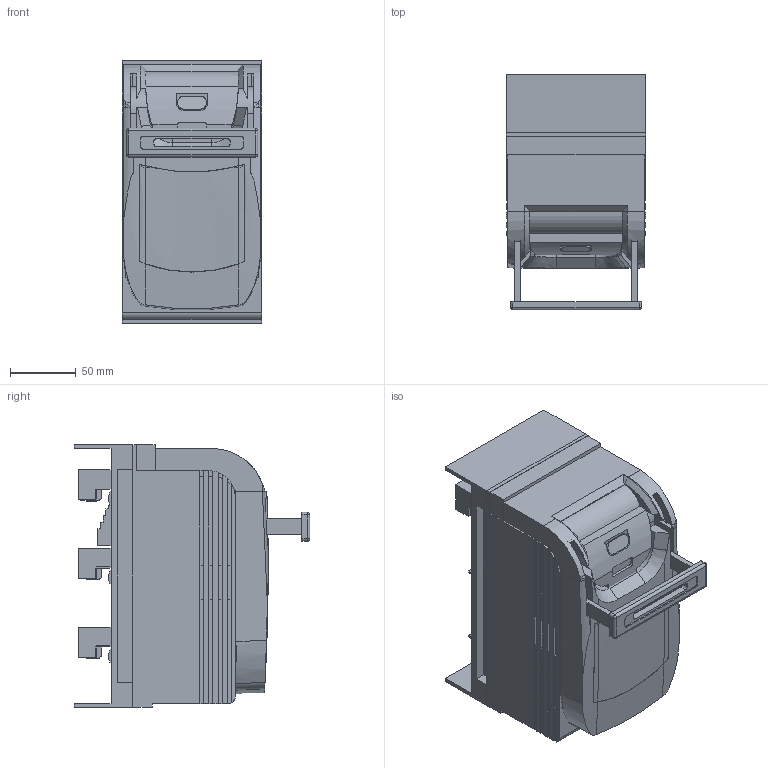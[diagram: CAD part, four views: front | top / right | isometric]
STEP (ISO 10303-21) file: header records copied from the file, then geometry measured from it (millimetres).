
FILE_DESCRIPTION(/* description */ ('STEP AP214'),/* implementation_level */ '2;1');
FILE_NAME(/* name */ '33500',/* time_stamp */ '2023-10-16T09:18:38+02:00',/* author */ ('License CC BY-ND 4.0'),/* organization */ ('CADENAS'),/* preprocessor_version */ 'ST-DEVELOPER v19.3',/* originating_system */ 'PARTsolutions',/* authorisation */ ' ');
FILE_SCHEMA (('AUTOMOTIVE_DESIGN {1 0 10303 214 3 1 1}'));
Length unit declared in the file: millimetre
Products named in the file (6): 33500; 77067000; 30664000; 30898000; 77052000+77055000; 77064000
Assembly tree (5 placements, depth 2):
  33500
    77067000
    30664000
    30898000
    77052000+77055000
    77064000
Bounding box: 106 x 179.24 x 200 mm (x, y, z)
Volume: 1860028.3 mm3; surface area: 303908.8 mm2
Topology: 5 solids, 5 shells, 493 faces, 1426 edges, 938 vertices
Faces by surface type: plane 394, cylinder 87, cone 4, sphere 4, torus 4
Entity records: 19392 total; most frequent: CARTESIAN_POINT 3123, ORIENTED_EDGE 2844, DIRECTION 2564, EDGE_CURVE 1422, LINE 1160, VECTOR 1160, VERTEX_POINT 938, AXIS2_PLACEMENT_3D 702
